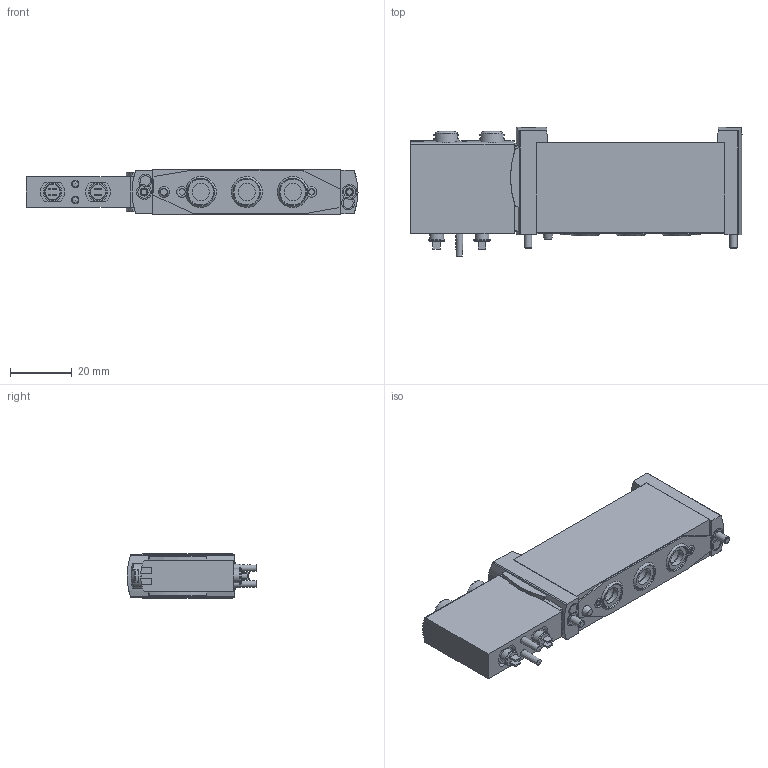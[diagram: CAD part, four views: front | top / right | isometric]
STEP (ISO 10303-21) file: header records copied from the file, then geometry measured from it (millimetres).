
FILE_DESCRIPTION(/* description */ ('STEP AP214'),/* implementation_level */ '2;1');
FILE_NAME(/* name */ '573468_VUVG-S14-T32U-MZT-G18-1T1L',/* time_stamp */ '2024-09-17T17:30:58+02:00',/* author */ ('License CC BY-ND 4.0'),/* organization */ ('CADENAS'),/* preprocessor_version */ 'ST-DEVELOPER v19.3',/* originating_system */ 'PARTsolutions',/* authorisation */ ' ');
FILE_SCHEMA (('AUTOMOTIVE_DESIGN {1 0 10303 214 3 1 1}'));
Length unit declared in the file: millimetre
Products named in the file (4): 573468 VUVG-S14-T32U-MZT-G18-1T1L; 575203 VUVG-S-14-T32U-MZT-G18--1T1--L-----(G); 8086665 M2.5X37-10.9-Z; 1515242 VUVG-S14---(DR)
Assembly tree (4 placements, depth 2):
  573468 VUVG-S14-T32U-MZT-G18-1T1L
    575203 VUVG-S-14-T32U-MZT-G18--1T1--L-----(G)
    8086665 M2.5X37-10.9-Z  x2
    1515242 VUVG-S14---(DR)
Bounding box: 107.45 x 41.91 x 14.4 mm (x, y, z)
Volume: 40068.8 mm3; surface area: 15016 mm2
Topology: 4 solids, 4 shells, 441 faces, 1114 edges, 728 vertices
Faces by surface type: plane 279, cylinder 106, cone 33, torus 15, sphere 8
Full cylindrical faces by diameter (mm): 1.4 x2, 2 x1, 2.2 x2, 2.5 x2, 2.6 x2, 3.9 x2, 4.5 x2, 5.3 x2, 5.6 x3, 6 x1, 6.1 x2, 7.7 x3, 8.1 x2, 8.3 x3, 8.566 x5
Entity records: 12337 total; most frequent: CARTESIAN_POINT 2193, DIRECTION 2146, ORIENTED_EDGE 1940, EDGE_CURVE 970, AXIS2_PLACEMENT_3D 776, VERTEX_POINT 674, LINE 594, VECTOR 594
